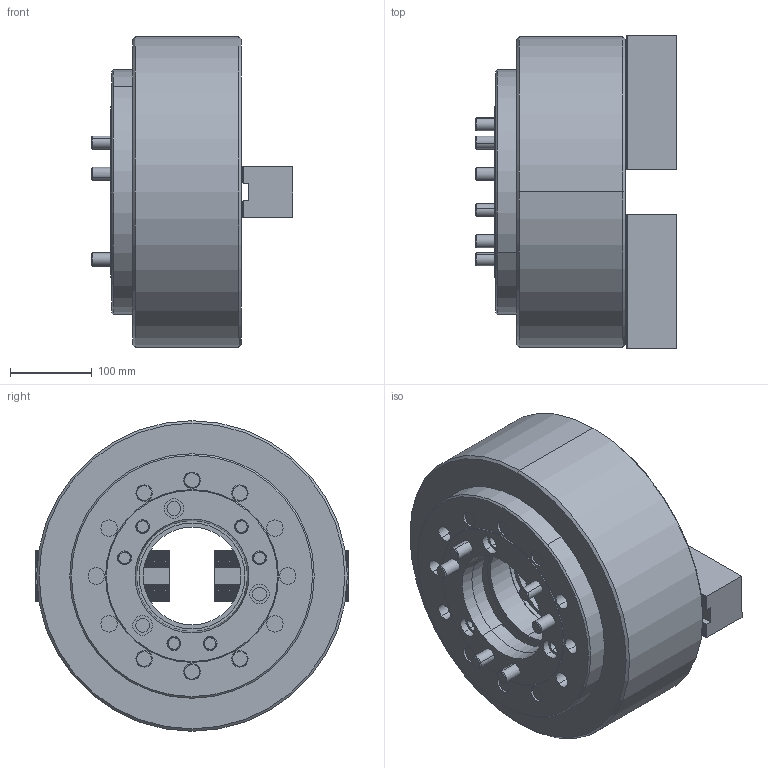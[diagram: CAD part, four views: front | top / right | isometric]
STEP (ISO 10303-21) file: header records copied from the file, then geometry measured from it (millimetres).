
FILE_DESCRIPTION (( 'STEP AP203' ), '1' );
FILE_NAME ('2H-15A8 外觀參考.STEP', '2015-10-23T08:05:03', ( 'temp' ), ( '' ), 'SwSTEP 2.0', 'SolidWorks 2011', '' );
FILE_SCHEMA (( 'CONFIG_CONTROL_DESIGN' ));
Length unit declared in the file: metre
Products named in the file (7): 2H-15A8 外觀參考; M16x40; M20x130; 3H-15A8法蘭板; SJ-15H; 2H-15中仁; 2H-15本體
Assembly tree (17 placements, depth 2):
  2H-15A8 外觀參考
    M20x130  x6
    3H-15A8法蘭板
    M16x40  x6
    2H-15中仁
    SJ-15H  x2
    2H-15本體
Bounding box: 247.25 x 384.56 x 381 mm (x, y, z)
Volume: 15302464.5 mm3; surface area: 1025130.8 mm2
Topology: 17 solids, 17 shells, 2281 faces, 6508 edges, 4278 vertices
Faces by surface type: plane 1559, cylinder 614, cone 106, torus 2
Entity records: 37671 total; most frequent: CARTESIAN_POINT 7943, ORIENTED_EDGE 6488, DIRECTION 5410, EDGE_CURVE 3244, LINE 2436, VECTOR 2436, VERTEX_POINT 2148, AXIS2_PLACEMENT_3D 1487
